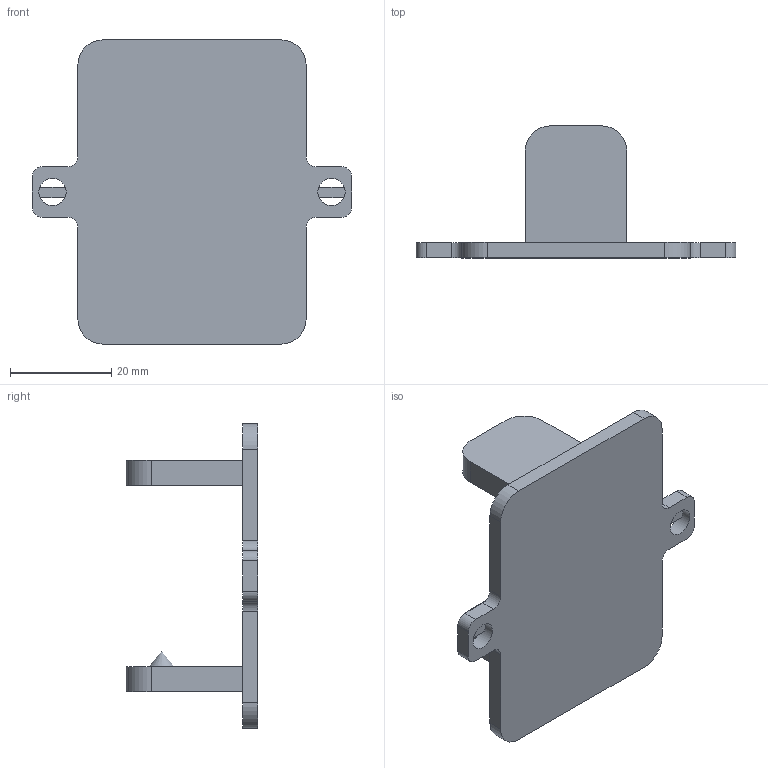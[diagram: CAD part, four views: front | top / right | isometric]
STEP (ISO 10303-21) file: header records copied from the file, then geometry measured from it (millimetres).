
FILE_DESCRIPTION(/* description */ (''),/* implementation_level */ '2;1');
FILE_NAME(/* name */ 'Solar panel spin_V2_x1.stp',/* time_stamp */ '2024-07-24T08:37:27+01:00',/* author */ ('patri'),/* organization */ (''),/* preprocessor_version */ 'ST-DEVELOPER v19.2',/* originating_system */ 'Autodesk Inventor 2024',/* authorisation */ '');
FILE_SCHEMA (('AUTOMOTIVE_DESIGN { 1 0 10303 214 3 1 1 }'));
Length unit declared in the file: millimetre
Products named in the file (1): Base Placa solar
Bounding box: 63 x 26 x 60 mm (x, y, z)
Volume: 12506.9 mm3; surface area: 8979.8 mm2
Topology: 1 solids, 1 shells, 55 faces, 159 edges, 106 vertices
Faces by surface type: plane 35, cylinder 19, cone 1
Full cylindrical faces by diameter (mm): 5.4 x2
Entity records: 1874 total; most frequent: CARTESIAN_POINT 320, DIRECTION 317, ORIENTED_EDGE 316, EDGE_CURVE 158, LINE 111, VECTOR 111, VERTEX_POINT 106, AXIS2_PLACEMENT_3D 103
